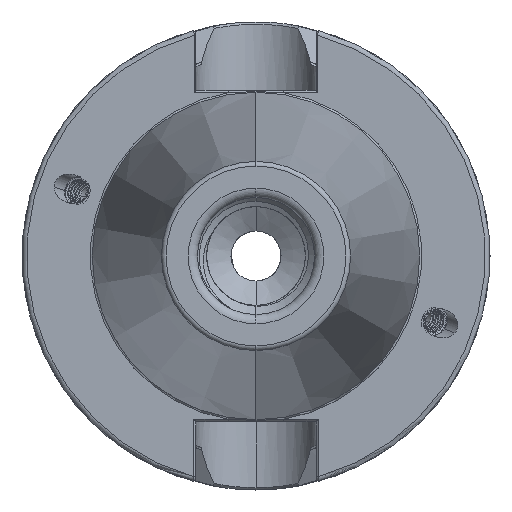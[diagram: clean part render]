
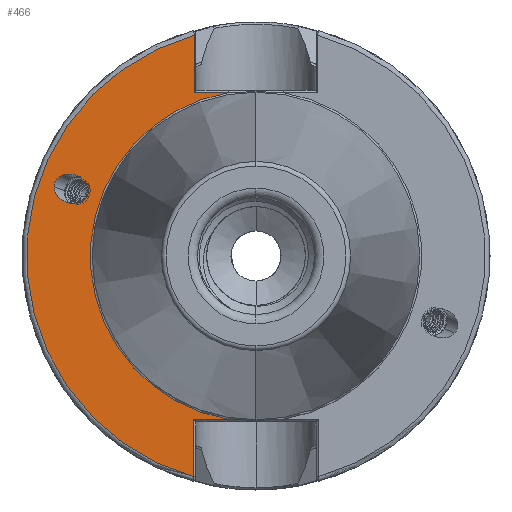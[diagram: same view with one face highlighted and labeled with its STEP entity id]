
A CAD part, left-side view. The second image highlights one B-rep face of the part: STEP entity #466.
In plain terms, the highlighted planar face has unit normal (-1, 0, 0).
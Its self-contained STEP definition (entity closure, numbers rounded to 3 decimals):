
#466 = ADVANCED_FACE ( 'NONE', ( #20297, #20264 ), #21812, .F. ) ;
#675 = EDGE_LOOP ( 'NONE', ( #20754, #20719, #20732, #20761, #20733, #20766 ) ) ;
#693 = EDGE_LOOP ( 'NONE', ( #20746, #20735, #20762 ) ) ;
#5795 =( BOUNDED_CURVE ( )  B_SPLINE_CURVE ( 3, ( #6708, #6709, #6719, #6733 ),
 .UNSPECIFIED., .F., .F. ) 
 B_SPLINE_CURVE_WITH_KNOTS ( ( 4, 4 ),
 ( 2.852, 5.993 ),
 .UNSPECIFIED. ) 
 CURVE ( )  GEOMETRIC_REPRESENTATION_ITEM ( )  RATIONAL_B_SPLINE_CURVE ( ( 1., 0.333, 0.333, 1. ) ) 
 REPRESENTATION_ITEM ( '' )  );
#5977 =( BOUNDED_CURVE ( )  B_SPLINE_CURVE ( 3, ( #7431, #7440, #7439, #7446 ),
 .UNSPECIFIED., .F., .F. ) 
 B_SPLINE_CURVE_WITH_KNOTS ( ( 4, 4 ),
 ( 0., 2.852 ),
 .UNSPECIFIED. ) 
 CURVE ( )  GEOMETRIC_REPRESENTATION_ITEM ( )  RATIONAL_B_SPLINE_CURVE ( ( 1., 0.43, 0.43, 1. ) ) 
 REPRESENTATION_ITEM ( '' )  );
#6321 = DIRECTION ( 'NONE',  ( -1., 0., 0. ) ) ;
#6324 = DIRECTION ( 'NONE',  ( 0., 0., 1. ) ) ;
#6327 = CARTESIAN_POINT ( 'NONE',  ( 0., 0., 0. ) ) ;
#6708 = CARTESIAN_POINT ( 'NONE',  ( 0., 43.118, 14.766 ) ) ;
#6709 = CARTESIAN_POINT ( 'NONE',  ( 0., 43.118, 20.987 ) ) ;
#6719 = CARTESIAN_POINT ( 'NONE',  ( 0., 35.816, 20.184 ) ) ;
#6733 = CARTESIAN_POINT ( 'NONE',  ( 0., 35.816, 13.963 ) ) ;
#7431 = CARTESIAN_POINT ( 'NONE',  ( 0., 35.968, 13.091 ) ) ;
#7439 = CARTESIAN_POINT ( 'NONE',  ( 0., 43.118, 9.99 ) ) ;
#7440 = CARTESIAN_POINT ( 'NONE',  ( 0., 37.57, 8.69 ) ) ;
#7446 = CARTESIAN_POINT ( 'NONE',  ( 0., 43.118, 14.766 ) ) ;
#7498 = DIRECTION ( 'NONE',  ( -1., 0., 0. ) ) ;
#7513 = CARTESIAN_POINT ( 'NONE',  ( 0., 0., 0. ) ) ;
#7515 = DIRECTION ( 'NONE',  ( 0., 0., 1. ) ) ;
#7631 = CARTESIAN_POINT ( 'NONE',  ( 0., 13.194, 47.285 ) ) ;
#7660 = DIRECTION ( 'NONE',  ( 0., 0., 1. ) ) ;
#7890 = CARTESIAN_POINT ( 'NONE',  ( 0., 13.279, 0. ) ) ;
#7906 = DIRECTION ( 'NONE',  ( 0., 0., 1. ) ) ;
#7946 = DIRECTION ( 'NONE',  ( 0., 1., 0. ) ) ;
#7955 = CARTESIAN_POINT ( 'NONE',  ( 0., 12.85, 34.9 ) ) ;
#7980 = CARTESIAN_POINT ( 'NONE',  ( 0., 35.398, -34.9 ) ) ;
#8001 = DIRECTION ( 'NONE',  ( 0., -1., 0. ) ) ;
#11585 = VERTEX_POINT ( 'NONE', #22018 ) ;
#14807 = CARTESIAN_POINT ( 'NONE',  ( 0., 13.194, 47.19 ) ) ;
#14834 = CARTESIAN_POINT ( 'NONE',  ( 0., 13.194, 34.9 ) ) ;
#14879 = CARTESIAN_POINT ( 'NONE',  ( 0., 13.279, -34.9 ) ) ;
#14884 = CARTESIAN_POINT ( 'NONE',  ( 0., 35.968, 13.091 ) ) ;
#14896 = CARTESIAN_POINT ( 'NONE',  ( 0., 35.816, 13.963 ) ) ;
#14926 = CARTESIAN_POINT ( 'NONE',  ( 0., 13.279, -47.166 ) ) ;
#14958 = CARTESIAN_POINT ( 'NONE',  ( 0., 5.916, 34.9 ) ) ;
#14961 = CARTESIAN_POINT ( 'NONE',  ( 0., 5.916, -34.9 ) ) ;
#15370 = CARTESIAN_POINT ( 'NONE',  ( 0., 35.816, 13.963 ) ) ;
#15376 = CARTESIAN_POINT ( 'NONE',  ( 0., 35.816, 13.662 ) ) ;
#15406 = CARTESIAN_POINT ( 'NONE',  ( 0., 35.867, 13.369 ) ) ;
#15410 = CARTESIAN_POINT ( 'NONE',  ( 0., 35.968, 13.091 ) ) ;
#15746 = AXIS2_PLACEMENT_3D ( 'NONE', #21803, #21825, #21805 ) ;
#16549 = AXIS2_PLACEMENT_3D ( 'NONE', #6327, #6321, #6324 ) ;
#16575 = AXIS2_PLACEMENT_3D ( 'NONE', #7513, #7498, #7515 ) ;
#17435 =( BOUNDED_CURVE ( )  B_SPLINE_CURVE ( 3, ( #15370, #15376, #15406, #15410 ),
 .UNSPECIFIED., .F., .F. ) 
 B_SPLINE_CURVE_WITH_KNOTS ( ( 4, 4 ),
 ( 5.993, 6.283 ),
 .UNSPECIFIED. ) 
 CURVE ( )  GEOMETRIC_REPRESENTATION_ITEM ( )  RATIONAL_B_SPLINE_CURVE ( ( 1., 0.993, 0.993, 1. ) ) 
 REPRESENTATION_ITEM ( '' )  );
#18426 = VERTEX_POINT ( 'NONE', #14834 ) ;
#18428 = VERTEX_POINT ( 'NONE', #14807 ) ;
#18491 = VERTEX_POINT ( 'NONE', #14884 ) ;
#18505 = VERTEX_POINT ( 'NONE', #14896 ) ;
#18525 = VERTEX_POINT ( 'NONE', #14879 ) ;
#18541 = VERTEX_POINT ( 'NONE', #14958 ) ;
#18543 = VERTEX_POINT ( 'NONE', #14926 ) ;
#18546 = VERTEX_POINT ( 'NONE', #14961 ) ;
#18662 = EDGE_CURVE ( 'NONE', #18505, #18491, #17435, .T. ) ;
#19121 = EDGE_CURVE ( 'NONE', #11585, #18505, #5795, .T. ) ;
#19214 = EDGE_CURVE ( 'NONE', #18428, #18543, #24957, .T. ) ;
#19217 = EDGE_CURVE ( 'NONE', #18491, #11585, #5977, .T. ) ;
#19231 = EDGE_CURVE ( 'NONE', #18541, #18546, #24956, .T. ) ;
#19247 = EDGE_CURVE ( 'NONE', #18426, #18428, #25013, .T. ) ;
#19280 = EDGE_CURVE ( 'NONE', #18543, #18525, #25015, .T. ) ;
#19294 = EDGE_CURVE ( 'NONE', #18541, #18426, #25001, .T. ) ;
#19306 = EDGE_CURVE ( 'NONE', #18525, #18546, #25085, .T. ) ;
#20264 = FACE_OUTER_BOUND ( 'NONE', #675, .T. ) ;
#20297 = FACE_BOUND ( 'NONE', #693, .T. ) ;
#20719 = ORIENTED_EDGE ( 'NONE', *, *, #19280, .T. ) ;
#20732 = ORIENTED_EDGE ( 'NONE', *, *, #19306, .T. ) ;
#20733 = ORIENTED_EDGE ( 'NONE', *, *, #19294, .T. ) ;
#20735 = ORIENTED_EDGE ( 'NONE', *, *, #19121, .T. ) ;
#20746 = ORIENTED_EDGE ( 'NONE', *, *, #19217, .T. ) ;
#20754 = ORIENTED_EDGE ( 'NONE', *, *, #19214, .T. ) ;
#20761 = ORIENTED_EDGE ( 'NONE', *, *, #19231, .F. ) ;
#20762 = ORIENTED_EDGE ( 'NONE', *, *, #18662, .T. ) ;
#20766 = ORIENTED_EDGE ( 'NONE', *, *, #19247, .T. ) ;
#21803 = CARTESIAN_POINT ( 'NONE',  ( 0., 35.398, 0. ) ) ;
#21805 = DIRECTION ( 'NONE',  ( 0., 0., -1. ) ) ;
#21812 = PLANE ( 'NONE',  #15746 ) ;
#21825 = DIRECTION ( 'NONE',  ( 1., 0., 0. ) ) ;
#22018 = CARTESIAN_POINT ( 'NONE',  ( 0., 43.118, 14.766 ) ) ;
#24956 = CIRCLE ( 'NONE', #16575, 35.398 ) ;
#24957 = CIRCLE ( 'NONE', #16549, 49. ) ;
#24991 = VECTOR ( 'NONE', #7660, 1000. ) ;
#24994 = VECTOR ( 'NONE', #7946, 1000. ) ;
#25000 = VECTOR ( 'NONE', #7906, 1000. ) ;
#25001 = LINE ( 'NONE', #7955, #24994 ) ;
#25013 = LINE ( 'NONE', #7631, #24991 ) ;
#25015 = LINE ( 'NONE', #7890, #25000 ) ;
#25053 = VECTOR ( 'NONE', #8001, 1000. ) ;
#25085 = LINE ( 'NONE', #7980, #25053 ) ;
